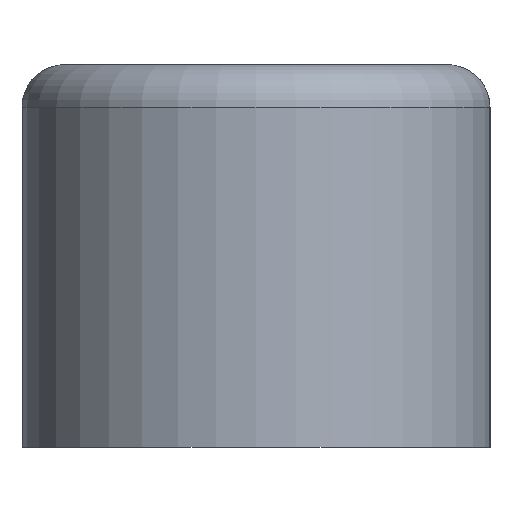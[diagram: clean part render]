
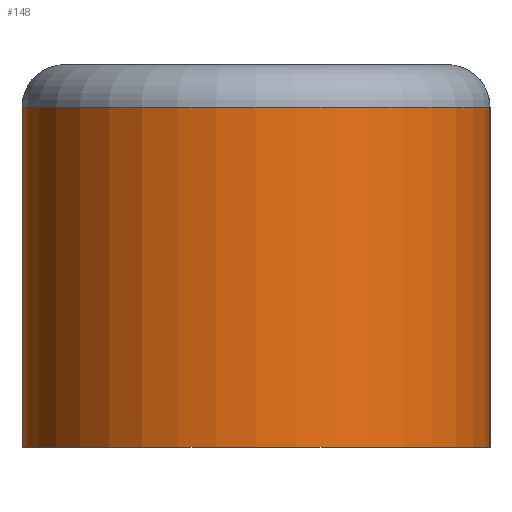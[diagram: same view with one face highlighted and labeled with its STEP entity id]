
A CAD part, left-side view. The second image highlights one B-rep face of the part: STEP entity #148.
In plain terms, the highlighted cylindrical face has radius 2.75 mm (diameter 5.5 mm), a partial arc.
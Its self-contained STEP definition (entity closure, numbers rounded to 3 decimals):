
#69=CYLINDRICAL_SURFACE('',#642,2.75);
#89=CIRCLE('',#640,2.75);
#90=CIRCLE('',#641,2.75);
#148=ADVANCED_FACE('',(#191),#69,.T.);
#191=FACE_OUTER_BOUND('',#223,.T.);
#223=EDGE_LOOP('',(#278,#279,#280,#281));
#278=ORIENTED_EDGE('',*,*,#504,.T.);
#279=ORIENTED_EDGE('',*,*,#505,.T.);
#280=ORIENTED_EDGE('',*,*,#506,.T.);
#281=ORIENTED_EDGE('',*,*,#507,.T.);
#450=VERTEX_POINT('',#979);
#451=VERTEX_POINT('',#980);
#452=VERTEX_POINT('',#982);
#453=VERTEX_POINT('',#984);
#504=EDGE_CURVE('',#450,#451,#588,.T.);
#505=EDGE_CURVE('',#451,#452,#89,.T.);
#506=EDGE_CURVE('',#452,#453,#589,.T.);
#507=EDGE_CURVE('',#453,#450,#90,.T.);
#588=LINE('',#978,#616);
#589=LINE('',#983,#617);
#616=VECTOR('',#752,1.);
#617=VECTOR('',#755,1.);
#640=AXIS2_PLACEMENT_3D('',#981,#753,#754);
#641=AXIS2_PLACEMENT_3D('',#985,#756,#757);
#642=AXIS2_PLACEMENT_3D('',#986,#758,#759);
#752=DIRECTION('',(0.,0.,1.));
#753=DIRECTION('',(0.,0.,-1.));
#754=DIRECTION('',(-1.,0.,0.));
#755=DIRECTION('',(0.,0.,-1.));
#756=DIRECTION('',(0.,0.,1.));
#757=DIRECTION('',(1.,0.,0.));
#758=DIRECTION('',(0.,0.,-1.));
#759=DIRECTION('',(-1.,0.,0.));
#978=CARTESIAN_POINT('',(12.65,53.3,15.5));
#979=CARTESIAN_POINT('',(12.65,53.3,11.));
#980=CARTESIAN_POINT('',(12.65,53.3,15.));
#981=CARTESIAN_POINT('',(11.,55.5,15.));
#982=CARTESIAN_POINT('',(12.65,57.7,15.));
#983=CARTESIAN_POINT('',(12.65,57.7,15.5));
#984=CARTESIAN_POINT('',(12.65,57.7,11.));
#985=CARTESIAN_POINT('',(11.,55.5,11.));
#986=CARTESIAN_POINT('',(11.,55.5,15.5));
